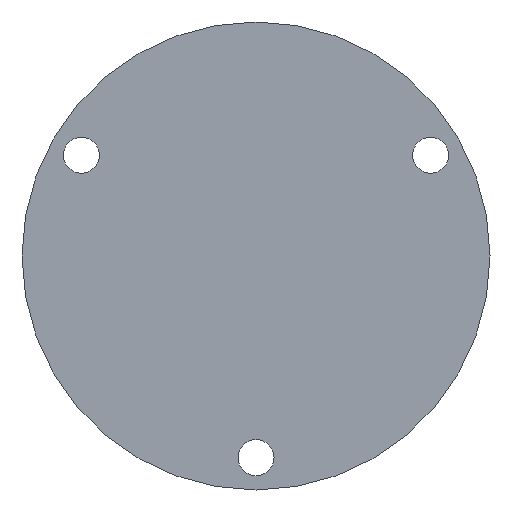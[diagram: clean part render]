
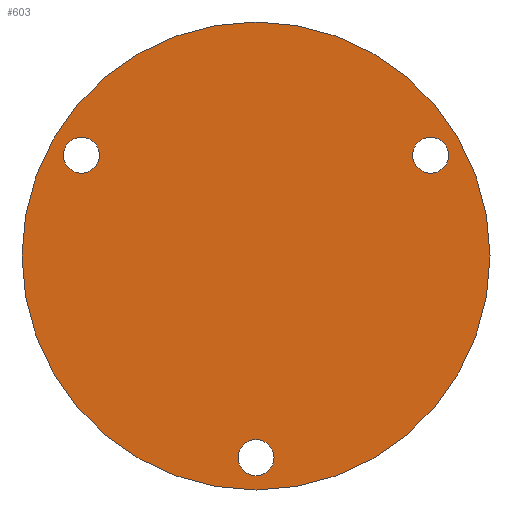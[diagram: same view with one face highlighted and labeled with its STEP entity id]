
A CAD part, front view. The second image highlights one B-rep face of the part: STEP entity #603.
In plain terms, the highlighted planar face has unit normal (0, -1, 0).
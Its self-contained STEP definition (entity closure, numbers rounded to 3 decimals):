
#4 = CARTESIAN_POINT ( 'NONE',  ( 0., -26., -28. ) ) ;
#5 = DIRECTION ( 'NONE',  ( 0., 1., 0. ) ) ;
#6 = DIRECTION ( 'NONE',  ( 0., 0., 1. ) ) ;
#22 = CARTESIAN_POINT ( 'NONE',  ( 0., -26., 0. ) ) ;
#23 = DIRECTION ( 'NONE',  ( 0., 1., 0. ) ) ;
#24 = DIRECTION ( 'NONE',  ( 0., 0., 1. ) ) ;
#72 = CARTESIAN_POINT ( 'NONE',  ( 24.249, -26., 14. ) ) ;
#73 = DIRECTION ( 'NONE',  ( 0., 1., 0. ) ) ;
#74 = DIRECTION ( 'NONE',  ( 0., 0., 1. ) ) ;
#75 = CARTESIAN_POINT ( 'NONE',  ( -24.249, -26., 14. ) ) ;
#76 = DIRECTION ( 'NONE',  ( 0., 1., 0. ) ) ;
#77 = DIRECTION ( 'NONE',  ( 0., 0., 1. ) ) ;
#87 = CARTESIAN_POINT ( 'NONE',  ( 24.249, -26., 14. ) ) ;
#88 = DIRECTION ( 'NONE',  ( 0., 1., 0. ) ) ;
#89 = DIRECTION ( 'NONE',  ( 0., 0., 1. ) ) ;
#105 = CARTESIAN_POINT ( 'NONE',  ( 0., -26., -28. ) ) ;
#106 = DIRECTION ( 'NONE',  ( 0., 1., 0. ) ) ;
#107 = DIRECTION ( 'NONE',  ( 0., 0., 1. ) ) ;
#108 = PLANE ( 'NONE',  #295 ) ;
#109 = CARTESIAN_POINT ( 'NONE',  ( -32.5, -26., 0. ) ) ;
#113 = ORIENTED_EDGE ( 'NONE', *, *, #583, .T. ) ;
#124 = ORIENTED_EDGE ( 'NONE', *, *, #540, .F. ) ;
#125 = ORIENTED_EDGE ( 'NONE', *, *, #584, .T. ) ;
#126 = ORIENTED_EDGE ( 'NONE', *, *, #487, .F. ) ;
#129 = ORIENTED_EDGE ( 'NONE', *, *, #593, .T. ) ;
#131 = ORIENTED_EDGE ( 'NONE', *, *, #523, .T. ) ;
#193 = DIRECTION ( 'NONE',  ( 0., -1., 0. ) ) ;
#194 = DIRECTION ( 'NONE',  ( 0., 0., -1. ) ) ;
#230 = CARTESIAN_POINT ( 'NONE',  ( 0., -26., -32.5 ) ) ;
#233 = CARTESIAN_POINT ( 'NONE',  ( 0., -26., 32.5 ) ) ;
#286 = FACE_BOUND ( 'NONE', #687, .T. ) ;
#287 = FACE_BOUND ( 'NONE', #686, .T. ) ;
#289 = AXIS2_PLACEMENT_3D ( 'NONE', #105, #106, #107 ) ;
#292 = FACE_BOUND ( 'NONE', #688, .T. ) ;
#294 = FACE_OUTER_BOUND ( 'NONE', #689, .T. ) ;
#295 = AXIS2_PLACEMENT_3D ( 'NONE', #109, #193, #194 ) ;
#347 = ORIENTED_EDGE ( 'NONE', *, *, #602, .T. ) ;
#351 = ORIENTED_EDGE ( 'NONE', *, *, #490, .T. ) ;
#356 = VERTEX_POINT ( 'NONE', #376 ) ;
#357 = VERTEX_POINT ( 'NONE', #377 ) ;
#358 = VERTEX_POINT ( 'NONE', #378 ) ;
#362 = VERTEX_POINT ( 'NONE', #382 ) ;
#364 = VERTEX_POINT ( 'NONE', #384 ) ;
#366 = VERTEX_POINT ( 'NONE', #386 ) ;
#376 = CARTESIAN_POINT ( 'NONE',  ( 0., -26., -30.5 ) ) ;
#377 = CARTESIAN_POINT ( 'NONE',  ( 24.249, -26., 11.5 ) ) ;
#378 = CARTESIAN_POINT ( 'NONE',  ( 0., -26., -25.5 ) ) ;
#382 = CARTESIAN_POINT ( 'NONE',  ( -24.249, -26., 16.5 ) ) ;
#384 = CARTESIAN_POINT ( 'NONE',  ( -24.249, -26., 11.5 ) ) ;
#386 = CARTESIAN_POINT ( 'NONE',  ( 24.249, -26., 16.5 ) ) ;
#391 = CARTESIAN_POINT ( 'NONE',  ( 0., -26., 0. ) ) ;
#392 = DIRECTION ( 'NONE',  ( 0., 1., 0. ) ) ;
#393 = DIRECTION ( 'NONE',  ( 0., 0., 1. ) ) ;
#400 = CARTESIAN_POINT ( 'NONE',  ( -24.249, -26., 14. ) ) ;
#401 = DIRECTION ( 'NONE',  ( 0., 1., 0. ) ) ;
#402 = DIRECTION ( 'NONE',  ( 0., 0., 1. ) ) ;
#462 = AXIS2_PLACEMENT_3D ( 'NONE', #391, #392, #393 ) ;
#465 = AXIS2_PLACEMENT_3D ( 'NONE', #400, #401, #402 ) ;
#487 = EDGE_CURVE ( 'NONE', #662, #659, #522, .T. ) ;
#490 = EDGE_CURVE ( 'NONE', #362, #364, #601, .T. ) ;
#522 = CIRCLE ( 'NONE', #462, 32.5 ) ;
#523 = EDGE_CURVE ( 'NONE', #356, #358, #579, .T. ) ;
#527 = CIRCLE ( 'NONE', #624, 2.5 ) ;
#540 = EDGE_CURVE ( 'NONE', #659, #662, #565, .T. ) ;
#560 = CIRCLE ( 'NONE', #633, 2.5 ) ;
#565 = CIRCLE ( 'NONE', #707, 32.5 ) ;
#573 = CIRCLE ( 'NONE', #289, 2.5 ) ;
#577 = CIRCLE ( 'NONE', #629, 2.5 ) ;
#579 = CIRCLE ( 'NONE', #700, 2.5 ) ;
#583 = EDGE_CURVE ( 'NONE', #366, #357, #577, .T. ) ;
#584 = EDGE_CURVE ( 'NONE', #364, #362, #560, .T. ) ;
#593 = EDGE_CURVE ( 'NONE', #357, #366, #527, .T. ) ;
#601 = CIRCLE ( 'NONE', #465, 2.5 ) ;
#602 = EDGE_CURVE ( 'NONE', #358, #356, #573, .T. ) ;
#603 = ADVANCED_FACE ( 'NONE', ( #287, #286, #292, #294 ), #108, .T. ) ;
#624 = AXIS2_PLACEMENT_3D ( 'NONE', #87, #88, #89 ) ;
#629 = AXIS2_PLACEMENT_3D ( 'NONE', #72, #73, #74 ) ;
#633 = AXIS2_PLACEMENT_3D ( 'NONE', #75, #76, #77 ) ;
#659 = VERTEX_POINT ( 'NONE', #230 ) ;
#662 = VERTEX_POINT ( 'NONE', #233 ) ;
#686 = EDGE_LOOP ( 'NONE', ( #113, #129 ) ) ;
#687 = EDGE_LOOP ( 'NONE', ( #351, #125 ) ) ;
#688 = EDGE_LOOP ( 'NONE', ( #347, #131 ) ) ;
#689 = EDGE_LOOP ( 'NONE', ( #126, #124 ) ) ;
#700 = AXIS2_PLACEMENT_3D ( 'NONE', #4, #5, #6 ) ;
#707 = AXIS2_PLACEMENT_3D ( 'NONE', #22, #23, #24 ) ;
